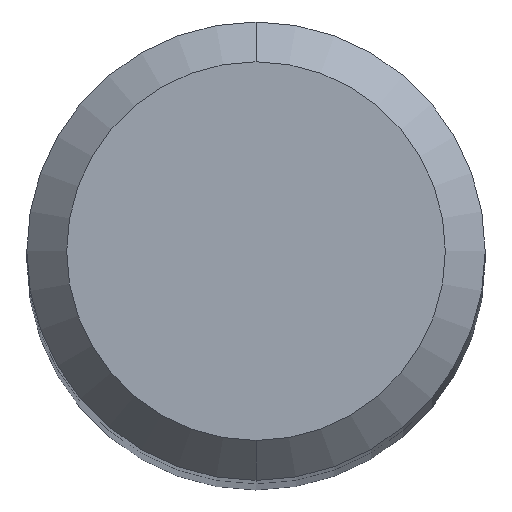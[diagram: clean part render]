
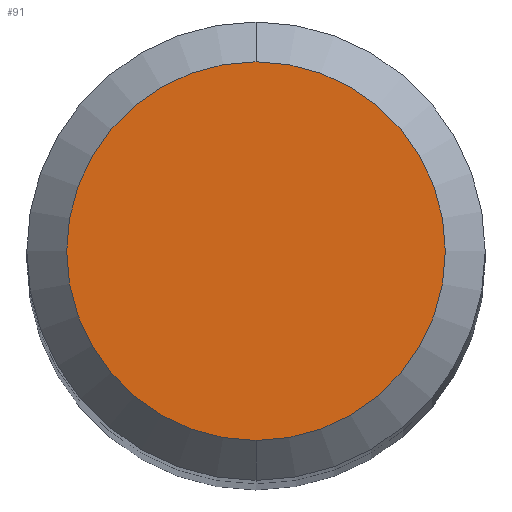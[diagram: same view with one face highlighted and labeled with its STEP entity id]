
A CAD part, top view. The second image highlights one B-rep face of the part: STEP entity #91.
In plain terms, the highlighted planar face has unit normal (0, 0, 1).
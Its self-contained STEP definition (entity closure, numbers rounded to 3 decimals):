
#32 = AXIS2_PLACEMENT_3D ( 'NONE', #143, #45, #299 ) ;
#45 = DIRECTION ( 'NONE',  ( 0., 0., -1. ) ) ;
#48 = DIRECTION ( 'NONE',  ( 0., 1., 0. ) ) ;
#51 = DIRECTION ( 'NONE',  ( 0., 0., -1. ) ) ;
#66 = EDGE_LOOP ( 'NONE', ( #95, #230 ) ) ;
#73 = EDGE_CURVE ( 'NONE', #122, #151, #286, .T. ) ;
#74 = PLANE ( 'NONE',  #32 ) ;
#91 = ADVANCED_FACE ( 'NONE', ( #125 ), #74, .F. ) ;
#95 = ORIENTED_EDGE ( 'NONE', *, *, #73, .F. ) ;
#122 = VERTEX_POINT ( 'NONE', #282 ) ;
#125 = FACE_OUTER_BOUND ( 'NONE', #66, .T. ) ;
#143 = CARTESIAN_POINT ( 'NONE',  ( 0., 0., 142. ) ) ;
#151 = VERTEX_POINT ( 'NONE', #289 ) ;
#179 = CIRCLE ( 'NONE', #304, 4.75 ) ;
#204 = EDGE_CURVE ( 'NONE', #151, #122, #179, .T. ) ;
#230 = ORIENTED_EDGE ( 'NONE', *, *, #204, .F. ) ;
#236 = AXIS2_PLACEMENT_3D ( 'NONE', #273, #51, #48 ) ;
#273 = CARTESIAN_POINT ( 'NONE',  ( 0., 0., 142. ) ) ;
#277 = DIRECTION ( 'NONE',  ( 0., 1., 0. ) ) ;
#282 = CARTESIAN_POINT ( 'NONE',  ( 0., 4.75, 142. ) ) ;
#286 = CIRCLE ( 'NONE', #236, 4.75 ) ;
#289 = CARTESIAN_POINT ( 'NONE',  ( 0., -4.75, 142. ) ) ;
#299 = DIRECTION ( 'NONE',  ( 0., 1., 0. ) ) ;
#300 = DIRECTION ( 'NONE',  ( 0., 0., -1. ) ) ;
#304 = AXIS2_PLACEMENT_3D ( 'NONE', #306, #300, #277 ) ;
#306 = CARTESIAN_POINT ( 'NONE',  ( 0., 0., 142. ) ) ;
